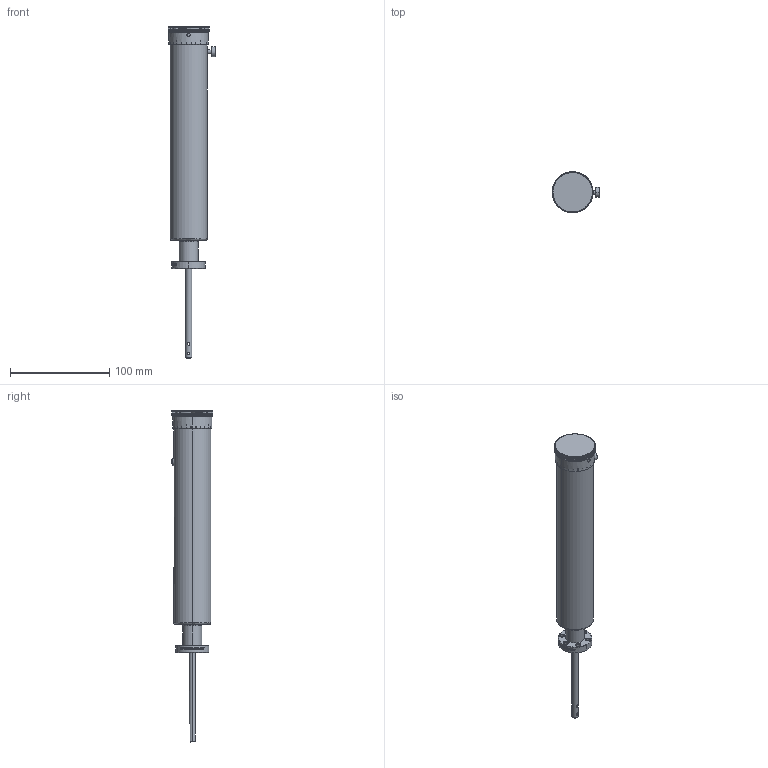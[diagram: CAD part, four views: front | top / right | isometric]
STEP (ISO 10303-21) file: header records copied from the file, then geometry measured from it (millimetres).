
FILE_DESCRIPTION (( 'STEP AP203' ), '1' );
FILE_NAME ('113078.stp', '2018-03-26T20:28:57', ( '' ), ( '' ), 'SwSTEP 2.0', 'SolidWorks 2012', '' );
FILE_SCHEMA (( 'CONFIG_CONTROL_DESIGN' ));
Products named in the file (1): 113078
Bounding box: 48.07 x 41.81 x 335.22 mm (x, y, z)
Volume: 253656.6 mm3; surface area: 35293.8 mm2
Topology: 1 solids, 1 shells, 899 faces, 2489 edges, 1634 vertices
Faces by surface type: plane 443, cylinder 232, bspline 165, cone 59
Entity records: 57782 total; most frequent: CARTESIAN_POINT 36652, ORIENTED_EDGE 4974, DIRECTION 3560, EDGE_CURVE 2487, VERTEX_POINT 1634, AXIS2_PLACEMENT_3D 1321, EDGE_LOOP 959, B_SPLINE_CURVE_WITH_KNOTS 948
